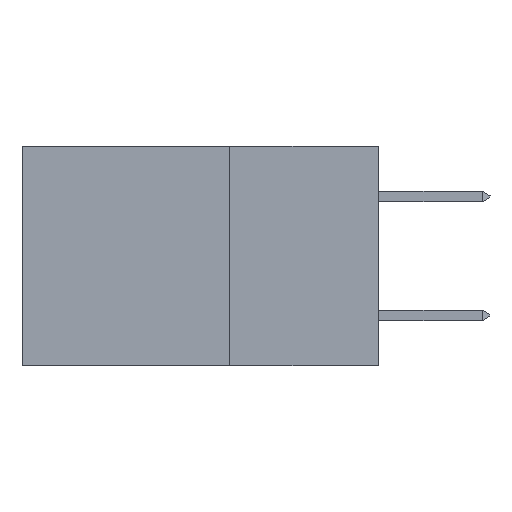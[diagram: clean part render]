
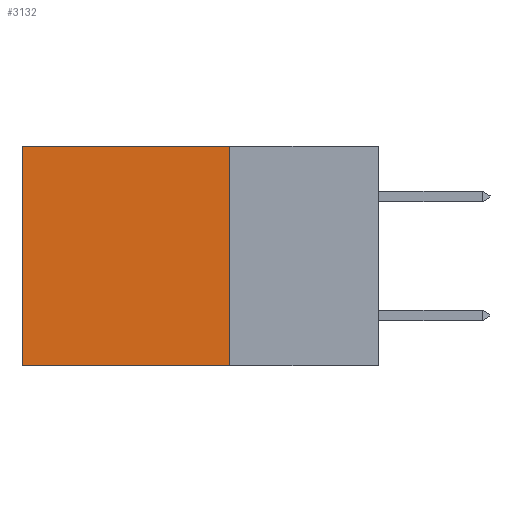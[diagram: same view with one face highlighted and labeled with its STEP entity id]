
A CAD part, left-side view. The second image highlights one B-rep face of the part: STEP entity #3132.
In plain terms, the highlighted planar face has unit normal (-1, 0, 0).
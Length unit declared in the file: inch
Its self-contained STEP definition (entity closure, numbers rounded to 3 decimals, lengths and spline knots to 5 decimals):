
#301 = VERTEX_POINT ( 'NONE', #9265 ) ;
#728 = DIRECTION ( 'NONE',  ( 0., 1., 0. ) ) ;
#850 = CARTESIAN_POINT ( 'NONE',  ( 0.2615, 0.25, 0. ) ) ;
#1004 = DIRECTION ( 'NONE',  ( 0., 0., -1. ) ) ;
#1497 = CARTESIAN_POINT ( 'NONE',  ( 0.2615, 0.25, -0.37 ) ) ;
#2224 = AXIS2_PLACEMENT_3D ( 'NONE', #1497, #16772, #5658 ) ;
#2971 = CARTESIAN_POINT ( 'NONE',  ( 0.2615, 0.25, -0.37 ) ) ;
#3132 = ADVANCED_FACE ( 'NONE', ( #3181 ), #3504, .F. ) ;
#3146 = VERTEX_POINT ( 'NONE', #24451 ) ;
#3181 = FACE_OUTER_BOUND ( 'NONE', #13703, .T. ) ;
#3504 = PLANE ( 'NONE',  #2224 ) ;
#4174 = LINE ( 'NONE', #15683, #4926 ) ;
#4179 = EDGE_CURVE ( 'NONE', #3146, #12545, #6916, .T. ) ;
#4926 = VECTOR ( 'NONE', #23343, 39.37008 ) ;
#5388 = EDGE_CURVE ( 'NONE', #3146, #23013, #10251, .T. ) ;
#5658 = DIRECTION ( 'NONE',  ( 0., 0., -1. ) ) ;
#6775 = EDGE_CURVE ( 'NONE', #23013, #301, #4174, .T. ) ;
#6916 = LINE ( 'NONE', #24083, #23982 ) ;
#7019 = ORIENTED_EDGE ( 'NONE', *, *, #5388, .T. ) ;
#7147 = VECTOR ( 'NONE', #728, 39.37008 ) ;
#9265 = CARTESIAN_POINT ( 'NONE',  ( 0.2615, 0.6, -0.37 ) ) ;
#10251 = LINE ( 'NONE', #850, #7147 ) ;
#12545 = VERTEX_POINT ( 'NONE', #24168 ) ;
#12700 = VECTOR ( 'NONE', #18232, 39.37008 ) ;
#13036 = ORIENTED_EDGE ( 'NONE', *, *, #4179, .F. ) ;
#13703 = EDGE_LOOP ( 'NONE', ( #19747, #23703, #13036, #7019 ) ) ;
#15459 = EDGE_CURVE ( 'NONE', #12545, #301, #20118, .T. ) ;
#15683 = CARTESIAN_POINT ( 'NONE',  ( 0.2615, 0.6, -0.37 ) ) ;
#16772 = DIRECTION ( 'NONE',  ( 1., 0., 0. ) ) ;
#18232 = DIRECTION ( 'NONE',  ( 0., 1., 0. ) ) ;
#19747 = ORIENTED_EDGE ( 'NONE', *, *, #6775, .T. ) ;
#20118 = LINE ( 'NONE', #2971, #12700 ) ;
#23013 = VERTEX_POINT ( 'NONE', #24368 ) ;
#23343 = DIRECTION ( 'NONE',  ( 0., 0., -1. ) ) ;
#23703 = ORIENTED_EDGE ( 'NONE', *, *, #15459, .F. ) ;
#23982 = VECTOR ( 'NONE', #1004, 39.37008 ) ;
#24083 = CARTESIAN_POINT ( 'NONE',  ( 0.2615, 0.25, -0.37 ) ) ;
#24168 = CARTESIAN_POINT ( 'NONE',  ( 0.2615, 0.25, -0.37 ) ) ;
#24368 = CARTESIAN_POINT ( 'NONE',  ( 0.2615, 0.6, 0. ) ) ;
#24451 = CARTESIAN_POINT ( 'NONE',  ( 0.2615, 0.25, 0. ) ) ;
